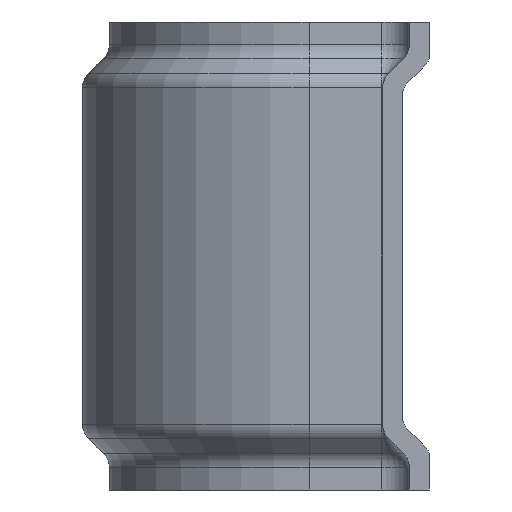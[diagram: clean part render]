
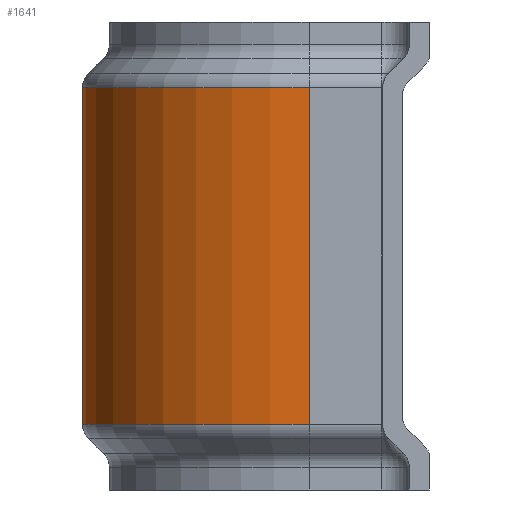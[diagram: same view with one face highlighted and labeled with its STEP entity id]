
A CAD part, left-side view. The second image highlights one B-rep face of the part: STEP entity #1641.
In plain terms, the highlighted cylindrical face has radius 16.95 mm (diameter 33.9 mm), a partial arc.
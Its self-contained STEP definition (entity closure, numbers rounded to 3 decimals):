
#39 = CARTESIAN_POINT ( 'NONE',  ( 0., 9., -12.586 ) ) ;
#60 = FACE_OUTER_BOUND ( 'NONE', #2482, .T. ) ;
#78 = CYLINDRICAL_SURFACE ( 'NONE', #1293, 16.95 ) ;
#328 = ORIENTED_EDGE ( 'NONE', *, *, #1527, .F. ) ;
#541 = AXIS2_PLACEMENT_3D ( 'NONE', #1792, #3489, #793 ) ;
#668 = VERTEX_POINT ( 'NONE', #3577 ) ;
#681 = CIRCLE ( 'NONE', #1187, 16.95 ) ;
#793 = DIRECTION ( 'NONE',  ( 0., 1., 0. ) ) ;
#855 = ORIENTED_EDGE ( 'NONE', *, *, #2978, .F. ) ;
#906 = LINE ( 'NONE', #1484, #2266 ) ;
#941 = CARTESIAN_POINT ( 'NONE',  ( -16.95, 9., -12.586 ) ) ;
#1187 = AXIS2_PLACEMENT_3D ( 'NONE', #39, #1589, #1942 ) ;
#1201 = ORIENTED_EDGE ( 'NONE', *, *, #3524, .T. ) ;
#1210 = CARTESIAN_POINT ( 'NONE',  ( -16.95, 9., 12.586 ) ) ;
#1267 = CARTESIAN_POINT ( 'NONE',  ( 0., 9., 0. ) ) ;
#1284 = DIRECTION ( 'NONE',  ( 1., 0., 0. ) ) ;
#1293 = AXIS2_PLACEMENT_3D ( 'NONE', #1267, #3380, #1284 ) ;
#1484 = CARTESIAN_POINT ( 'NONE',  ( 16.95, 9., 12.586 ) ) ;
#1527 = EDGE_CURVE ( 'NONE', #1948, #668, #3195, .T. ) ;
#1589 = DIRECTION ( 'NONE',  ( 0., 0., 1. ) ) ;
#1641 = ADVANCED_FACE ( 'NONE', ( #60 ), #78, .T. ) ;
#1792 = CARTESIAN_POINT ( 'NONE',  ( 0., 9., 12.586 ) ) ;
#1882 = VECTOR ( 'NONE', #3626, 1000. ) ;
#1942 = DIRECTION ( 'NONE',  ( 0., 1., 0. ) ) ;
#1948 = VERTEX_POINT ( 'NONE', #2672 ) ;
#2266 = VECTOR ( 'NONE', #2999, 1000. ) ;
#2405 = LINE ( 'NONE', #1210, #1882 ) ;
#2482 = EDGE_LOOP ( 'NONE', ( #1201, #855, #328, #2733 ) ) ;
#2672 = CARTESIAN_POINT ( 'NONE',  ( 16.95, 9., 12.586 ) ) ;
#2733 = ORIENTED_EDGE ( 'NONE', *, *, #3722, .F. ) ;
#2906 = VERTEX_POINT ( 'NONE', #941 ) ;
#2978 = EDGE_CURVE ( 'NONE', #668, #2906, #2405, .T. ) ;
#2999 = DIRECTION ( 'NONE',  ( 0., 0., 1. ) ) ;
#3195 = CIRCLE ( 'NONE', #541, 16.95 ) ;
#3380 = DIRECTION ( 'NONE',  ( 0., 0., 1. ) ) ;
#3489 = DIRECTION ( 'NONE',  ( 0., 0., 1. ) ) ;
#3524 = EDGE_CURVE ( 'NONE', #3599, #2906, #681, .T. ) ;
#3577 = CARTESIAN_POINT ( 'NONE',  ( -16.95, 9., 12.586 ) ) ;
#3599 = VERTEX_POINT ( 'NONE', #3798 ) ;
#3626 = DIRECTION ( 'NONE',  ( 0., 0., -1. ) ) ;
#3722 = EDGE_CURVE ( 'NONE', #3599, #1948, #906, .T. ) ;
#3798 = CARTESIAN_POINT ( 'NONE',  ( 16.95, 9., -12.586 ) ) ;
